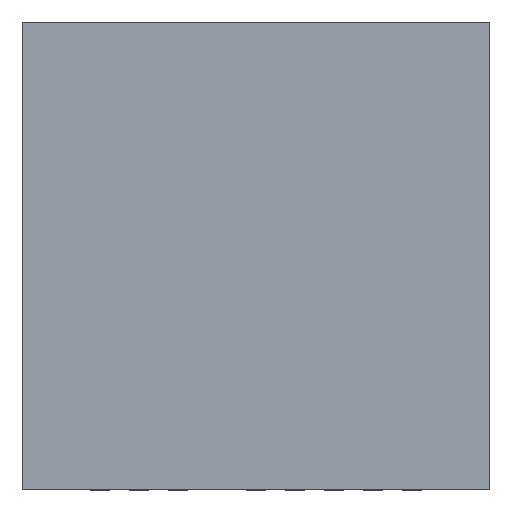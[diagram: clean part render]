
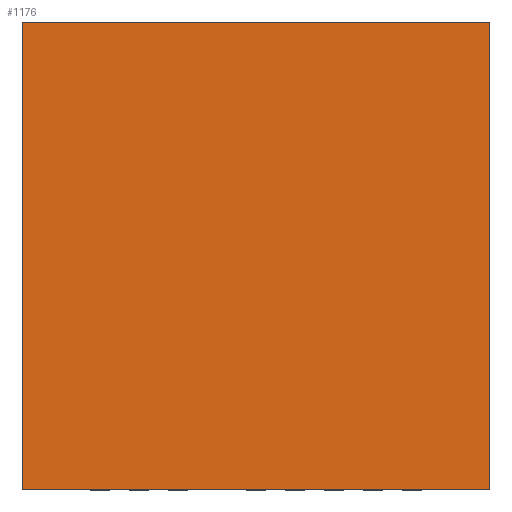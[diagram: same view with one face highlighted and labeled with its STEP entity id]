
A CAD part, top view. The second image highlights one B-rep face of the part: STEP entity #1176.
In plain terms, the highlighted face is planar.
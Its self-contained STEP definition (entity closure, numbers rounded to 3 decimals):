
#489 = CARTESIAN_POINT ( 'NONE',  ( 3., 0.975, 0. ) ) ;
#593 = FACE_OUTER_BOUND ( 'NONE', #10016, .T. ) ;
#1144 = VERTEX_POINT ( 'NONE', #4811 ) ;
#1145 = EDGE_CURVE ( 'NONE', #1144, #12042, #1690, .T. ) ;
#1176 = ADVANCED_FACE ( 'NONE', ( #593 ), #6976, .T. ) ;
#1440 = LINE ( 'NONE', #10717, #7615 ) ;
#1690 = LINE ( 'NONE', #1992, #13511 ) ;
#1714 = VECTOR ( 'NONE', #10860, 1000. ) ;
#1992 = CARTESIAN_POINT ( 'NONE',  ( 0., 0.975, 3. ) ) ;
#2365 = CARTESIAN_POINT ( 'NONE',  ( 3., 0.975, 3. ) ) ;
#2498 = CARTESIAN_POINT ( 'NONE',  ( 3., 0.975, -3. ) ) ;
#2986 = ORIENTED_EDGE ( 'NONE', *, *, #13508, .T. ) ;
#3684 = DIRECTION ( 'NONE',  ( 1., 0., 0. ) ) ;
#3868 = DIRECTION ( 'NONE',  ( -1., 0., 0. ) ) ;
#3932 = VERTEX_POINT ( 'NONE', #14571 ) ;
#4711 = DIRECTION ( 'NONE',  ( 0., 0., 1. ) ) ;
#4811 = CARTESIAN_POINT ( 'NONE',  ( -3., 0.975, 3. ) ) ;
#4830 = LINE ( 'NONE', #489, #1714 ) ;
#4852 = ORIENTED_EDGE ( 'NONE', *, *, #6298, .T. ) ;
#6298 = EDGE_CURVE ( 'NONE', #13592, #3932, #1440, .T. ) ;
#6976 = PLANE ( 'NONE',  #9875 ) ;
#7306 = VECTOR ( 'NONE', #4711, 1000. ) ;
#7615 = VECTOR ( 'NONE', #3868, 1000. ) ;
#7660 = LINE ( 'NONE', #8133, #7306 ) ;
#8087 = CARTESIAN_POINT ( 'NONE',  ( 0., 0.975, 0. ) ) ;
#8133 = CARTESIAN_POINT ( 'NONE',  ( -3., 0.975, 0. ) ) ;
#8139 = DIRECTION ( 'NONE',  ( 0., 1., 0. ) ) ;
#8193 = DIRECTION ( 'NONE',  ( 0., 0., 1. ) ) ;
#8648 = ORIENTED_EDGE ( 'NONE', *, *, #1145, .T. ) ;
#9875 = AXIS2_PLACEMENT_3D ( 'NONE', #8087, #8139, #8193 ) ;
#10016 = EDGE_LOOP ( 'NONE', ( #2986, #8648, #12437, #4852 ) ) ;
#10717 = CARTESIAN_POINT ( 'NONE',  ( 0., 0.975, -3. ) ) ;
#10860 = DIRECTION ( 'NONE',  ( 0., 0., -1. ) ) ;
#10948 = EDGE_CURVE ( 'NONE', #12042, #13592, #4830, .T. ) ;
#12042 = VERTEX_POINT ( 'NONE', #2365 ) ;
#12437 = ORIENTED_EDGE ( 'NONE', *, *, #10948, .T. ) ;
#13508 = EDGE_CURVE ( 'NONE', #3932, #1144, #7660, .T. ) ;
#13511 = VECTOR ( 'NONE', #3684, 1000. ) ;
#13592 = VERTEX_POINT ( 'NONE', #2498 ) ;
#14571 = CARTESIAN_POINT ( 'NONE',  ( -3., 0.975, -3. ) ) ;
